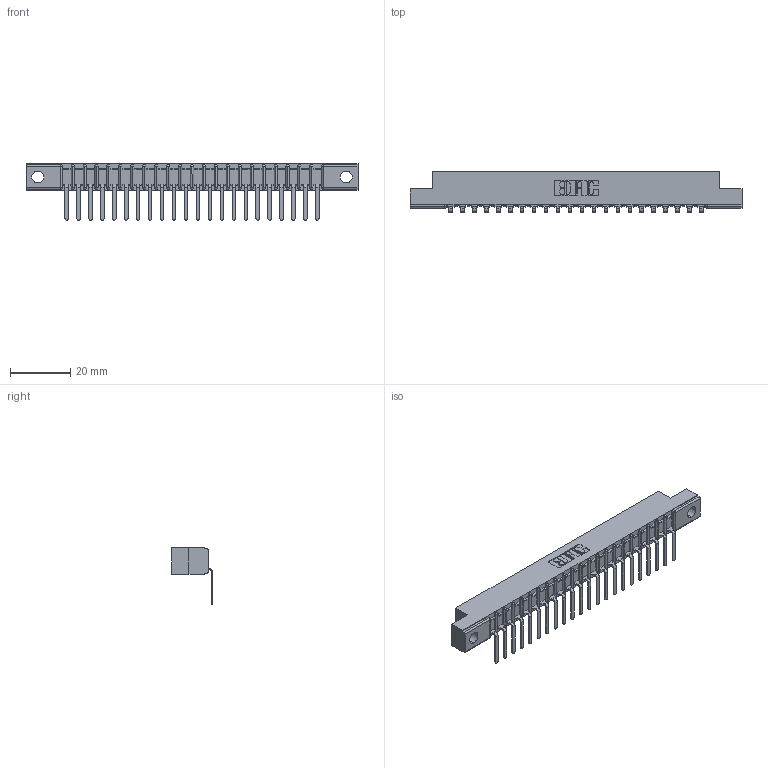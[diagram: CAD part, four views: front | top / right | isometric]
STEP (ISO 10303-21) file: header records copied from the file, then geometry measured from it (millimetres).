
FILE_DESCRIPTION (( 'STEP AP203' ), '1' );
FILE_NAME ('357-022-557-104.STEP', '2019-09-16T23:26:27', ( '' ), ( '' ), 'SwSTEP 2.0', 'SolidWorks 2016', '' );
FILE_SCHEMA (( 'CONFIG_CONTROL_DESIGN' ));
Length unit declared in the file: inch
Products named in the file (3): 357-022-557-104; 307-290-002_557; 307 Part_.156 Dia Mounting Holes
Assembly tree (23 placements, depth 2):
  357-022-557-104
    307 Part_.156 Dia Mounting Holes
    307-290-002_557  x22
Bounding box: 110.19 x 13.32 x 18.67 mm (x, y, z)
Volume: 7227.6 mm3; surface area: 13399.4 mm2
Topology: 23 solids, 23 shells, 1871 faces, 5727 edges, 3754 vertices
Faces by surface type: plane 1118, cylinder 707, sphere 46
Entity records: 22598 total; most frequent: CARTESIAN_POINT 3814, ORIENTED_EDGE 3802, DIRECTION 3707, EDGE_CURVE 1901, VECTOR 1453, LINE 1453, VERTEX_POINT 1234, AXIS2_PLACEMENT_3D 1127
